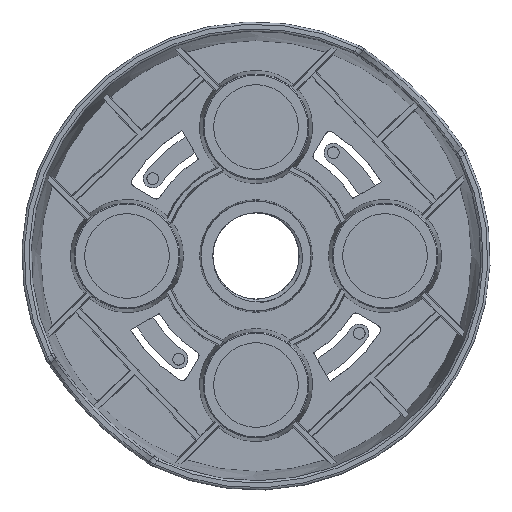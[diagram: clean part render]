
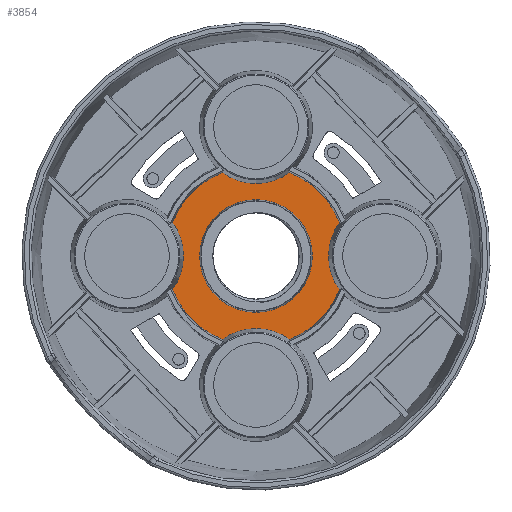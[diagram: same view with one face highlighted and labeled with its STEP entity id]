
A CAD part, front view. The second image highlights one B-rep face of the part: STEP entity #3854.
In plain terms, the highlighted planar face has unit normal (0, -1, 0).
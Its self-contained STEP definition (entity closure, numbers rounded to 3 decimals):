
#41 = CIRCLE ( 'NONE', #7793, 19.25 ) ;
#100 = ORIENTED_EDGE ( 'NONE', *, *, #294, .F. ) ;
#107 = CARTESIAN_POINT ( 'NONE',  ( 0., -9., 0. ) ) ;
#256 = ORIENTED_EDGE ( 'NONE', *, *, #5395, .F. ) ;
#294 = EDGE_CURVE ( 'NONE', #7790, #2325, #8406, .T. ) ;
#411 = PLANE ( 'NONE',  #2110 ) ;
#511 = DIRECTION ( 'NONE',  ( 0., 0., 1. ) ) ;
#614 = CARTESIAN_POINT ( 'NONE',  ( -7.196, -9., -17.854 ) ) ;
#669 = VERTEX_POINT ( 'NONE', #1711 ) ;
#717 = AXIS2_PLACEMENT_3D ( 'NONE', #107, #7182, #3133 ) ;
#849 = AXIS2_PLACEMENT_3D ( 'NONE', #7267, #2317, #6279 ) ;
#932 = EDGE_CURVE ( 'NONE', #4048, #4048, #6571, .T. ) ;
#1200 = DIRECTION ( 'NONE',  ( 0., -1., 0. ) ) ;
#1246 = DIRECTION ( 'NONE',  ( 0., 0., 1. ) ) ;
#1437 = CARTESIAN_POINT ( 'NONE',  ( 0., -9., -27.5 ) ) ;
#1454 = CARTESIAN_POINT ( 'NONE',  ( 0., -9., 12. ) ) ;
#1491 = CIRCLE ( 'NONE', #8735, 12.035 ) ;
#1668 = CARTESIAN_POINT ( 'NONE',  ( 0., -9., 27.5 ) ) ;
#1694 = DIRECTION ( 'NONE',  ( 0., 0., 1. ) ) ;
#1711 = CARTESIAN_POINT ( 'NONE',  ( 17.854, -9., 7.196 ) ) ;
#1841 = CARTESIAN_POINT ( 'NONE',  ( 17.854, -9., -7.196 ) ) ;
#1935 = CARTESIAN_POINT ( 'NONE',  ( -17.854, -9., -7.196 ) ) ;
#2040 = AXIS2_PLACEMENT_3D ( 'NONE', #2788, #5994, #9210 ) ;
#2110 = AXIS2_PLACEMENT_3D ( 'NONE', #2902, #5211, #511 ) ;
#2277 = VERTEX_POINT ( 'NONE', #614 ) ;
#2317 = DIRECTION ( 'NONE',  ( 0., 1., 0. ) ) ;
#2325 = VERTEX_POINT ( 'NONE', #2568 ) ;
#2504 = EDGE_CURVE ( 'NONE', #2325, #4084, #4535, .T. ) ;
#2568 = CARTESIAN_POINT ( 'NONE',  ( -7.196, -9., 17.854 ) ) ;
#2582 = EDGE_CURVE ( 'NONE', #4386, #2277, #1491, .T. ) ;
#2711 = VERTEX_POINT ( 'NONE', #1935 ) ;
#2763 = EDGE_CURVE ( 'NONE', #2277, #2711, #4231, .T. ) ;
#2788 = CARTESIAN_POINT ( 'NONE',  ( 0., -9., 0. ) ) ;
#2902 = CARTESIAN_POINT ( 'NONE',  ( 0., -9., 0. ) ) ;
#3133 = DIRECTION ( 'NONE',  ( -1., 0., 0. ) ) ;
#3188 = AXIS2_PLACEMENT_3D ( 'NONE', #1668, #4109, #9740 ) ;
#3258 = CIRCLE ( 'NONE', #717, 19.25 ) ;
#3469 = CARTESIAN_POINT ( 'NONE',  ( -17.854, -9., 7.196 ) ) ;
#3758 = VERTEX_POINT ( 'NONE', #1841 ) ;
#3854 = ADVANCED_FACE ( 'NONE', ( #7699, #8421 ), #411, .F. ) ;
#4038 = EDGE_CURVE ( 'NONE', #669, #3758, #8508, .T. ) ;
#4048 = VERTEX_POINT ( 'NONE', #1454 ) ;
#4084 = VERTEX_POINT ( 'NONE', #7159 ) ;
#4109 = DIRECTION ( 'NONE',  ( 0., -1., 0. ) ) ;
#4231 = CIRCLE ( 'NONE', #2040, 19.25 ) ;
#4386 = VERTEX_POINT ( 'NONE', #6806 ) ;
#4535 = CIRCLE ( 'NONE', #3188, 12.035 ) ;
#5211 = DIRECTION ( 'NONE',  ( 0., 1., 0. ) ) ;
#5322 = AXIS2_PLACEMENT_3D ( 'NONE', #5952, #1200, #8685 ) ;
#5332 = CARTESIAN_POINT ( 'NONE',  ( 0., -9., 0. ) ) ;
#5395 = EDGE_CURVE ( 'NONE', #4084, #669, #3258, .T. ) ;
#5422 = EDGE_CURVE ( 'NONE', #2711, #7790, #9654, .T. ) ;
#5658 = EDGE_LOOP ( 'NONE', ( #6290 ) ) ;
#5952 = CARTESIAN_POINT ( 'NONE',  ( 27.5, -9., 0. ) ) ;
#5994 = DIRECTION ( 'NONE',  ( 0., 1., 0. ) ) ;
#6071 = DIRECTION ( 'NONE',  ( 0., 0., 1. ) ) ;
#6103 = ORIENTED_EDGE ( 'NONE', *, *, #5422, .F. ) ;
#6279 = DIRECTION ( 'NONE',  ( 0., 0., -1. ) ) ;
#6290 = ORIENTED_EDGE ( 'NONE', *, *, #932, .F. ) ;
#6353 = ORIENTED_EDGE ( 'NONE', *, *, #2582, .F. ) ;
#6571 = CIRCLE ( 'NONE', #7578, 12. ) ;
#6677 = DIRECTION ( 'NONE',  ( 0., 0., 1. ) ) ;
#6806 = CARTESIAN_POINT ( 'NONE',  ( 7.196, -9., -17.854 ) ) ;
#7013 = DIRECTION ( 'NONE',  ( 0., -1., 0. ) ) ;
#7159 = CARTESIAN_POINT ( 'NONE',  ( 7.196, -9., 17.854 ) ) ;
#7182 = DIRECTION ( 'NONE',  ( 0., 1., 0. ) ) ;
#7267 = CARTESIAN_POINT ( 'NONE',  ( 0., -9., 0. ) ) ;
#7556 = ORIENTED_EDGE ( 'NONE', *, *, #4038, .F. ) ;
#7568 = ORIENTED_EDGE ( 'NONE', *, *, #7782, .F. ) ;
#7578 = AXIS2_PLACEMENT_3D ( 'NONE', #5332, #7013, #6071 ) ;
#7699 = FACE_BOUND ( 'NONE', #5658, .T. ) ;
#7782 = EDGE_CURVE ( 'NONE', #3758, #4386, #41, .T. ) ;
#7790 = VERTEX_POINT ( 'NONE', #3469 ) ;
#7793 = AXIS2_PLACEMENT_3D ( 'NONE', #9203, #8202, #6677 ) ;
#8162 = EDGE_LOOP ( 'NONE', ( #7568, #7556, #256, #8429, #100, #6103, #9513, #6353 ) ) ;
#8202 = DIRECTION ( 'NONE',  ( 0., 1., 0. ) ) ;
#8298 = AXIS2_PLACEMENT_3D ( 'NONE', #8761, #10403, #1694 ) ;
#8357 = DIRECTION ( 'NONE',  ( 0., -1., 0. ) ) ;
#8406 = CIRCLE ( 'NONE', #849, 19.25 ) ;
#8421 = FACE_OUTER_BOUND ( 'NONE', #8162, .T. ) ;
#8429 = ORIENTED_EDGE ( 'NONE', *, *, #2504, .F. ) ;
#8508 = CIRCLE ( 'NONE', #5322, 12.035 ) ;
#8685 = DIRECTION ( 'NONE',  ( 0., 0., 1. ) ) ;
#8735 = AXIS2_PLACEMENT_3D ( 'NONE', #1437, #8357, #1246 ) ;
#8761 = CARTESIAN_POINT ( 'NONE',  ( -27.5, -9., 0. ) ) ;
#9203 = CARTESIAN_POINT ( 'NONE',  ( 0., -9., 0. ) ) ;
#9210 = DIRECTION ( 'NONE',  ( 1., 0., 0. ) ) ;
#9513 = ORIENTED_EDGE ( 'NONE', *, *, #2763, .F. ) ;
#9654 = CIRCLE ( 'NONE', #8298, 12.035 ) ;
#9740 = DIRECTION ( 'NONE',  ( 0., 0., 1. ) ) ;
#10403 = DIRECTION ( 'NONE',  ( 0., -1., 0. ) ) ;
